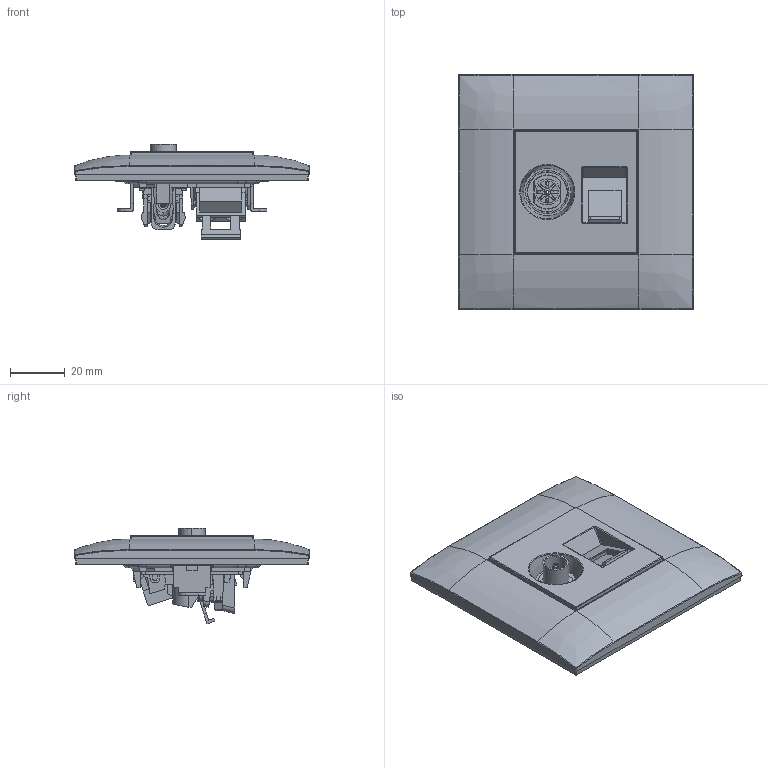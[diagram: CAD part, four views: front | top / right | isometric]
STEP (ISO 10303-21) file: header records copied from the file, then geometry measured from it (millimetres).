
FILE_DESCRIPTION (( 'STEP AP214' ), '1' );
FILE_NAME ('2 SKANDY Ðîç. äâîéíàÿ TV+RJ êàò.5E SK-A14 IEK.STEP', '2024-06-06T09:31:39', ( '' ), ( '' ), 'SwSTEP 2.0', 'SolidWorks 2022', '' );
FILE_SCHEMA (( 'AUTOMOTIVE_DESIGN' ));
Length unit declared in the file: millimetre
Products named in the file (1): 2 SKANDY Роз. двойная TV+RJ кат.5E SK-A14 IEK
Bounding box: 86 x 86 x 34.91 mm (x, y, z)
Surface area: 54769.5 mm2 (no closed solid volume)
Topology: 0 solids, 12 shells, 3239 faces, 9209 edges, 5951 vertices
Faces by surface type: plane 1909, cylinder 994, bspline 154, torus 103, cone 63, sphere 16
Entity records: 113455 total; most frequent: CARTESIAN_POINT 30353, ORIENTED_EDGE 18394, DIRECTION 16105, EDGE_CURVE 9199, VECTOR 6279, LINE 6279, VERTEX_POINT 5949, AXIS2_PLACEMENT_3D 4913
